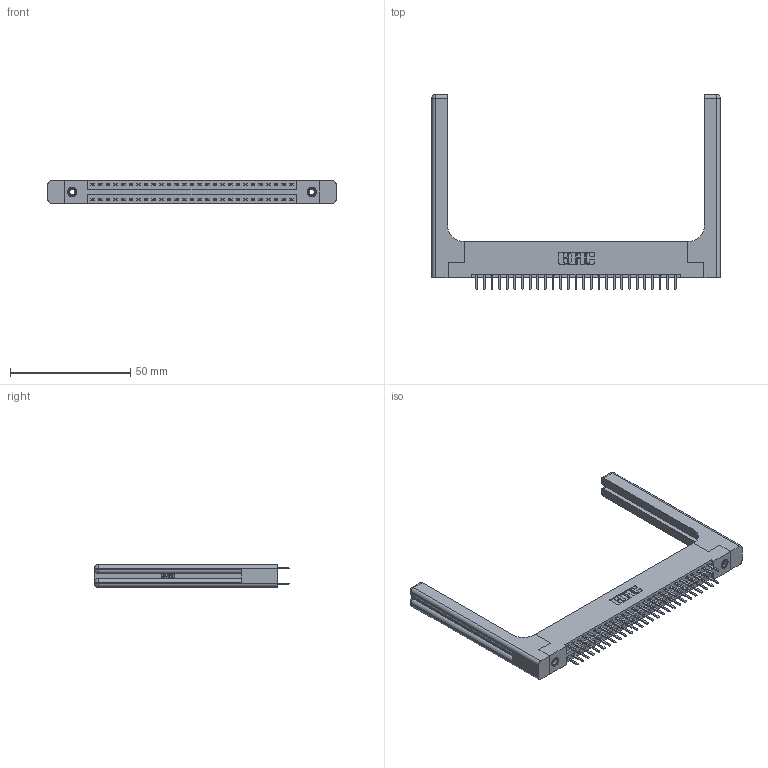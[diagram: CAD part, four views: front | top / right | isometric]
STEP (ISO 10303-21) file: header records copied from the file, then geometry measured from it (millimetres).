
FILE_DESCRIPTION (( 'STEP AP203' ), '1' );
FILE_NAME ('346-054-520-258.STEP', '2022-05-21T02:42:59', ( '' ), ( '' ), 'SwSTEP 2.0', 'SolidWorks 2020', '' );
FILE_SCHEMA (( 'CONFIG_CONTROL_DESIGN' ));
Length unit declared in the file: inch
Products named in the file (5): 345-250-001_345-250-001-102; 346-054-520-258; 346-220-058_345-220-058; 345-292-001_345-293-120; 346 Part_Flush Mounting Lugs - 0.156 Dia-TH
Assembly tree (59 placements, depth 2):
  346-054-520-258
    346 Part_Flush Mounting Lugs - 0.156 Dia-TH
    345-292-001_345-293-120  x54
    345-250-001_345-250-001-102  x2
    346-220-058_345-220-058  x2
Bounding box: 119.79 x 80.98 x 9.4 mm (x, y, z)
Volume: 19016.6 mm3; surface area: 20554.1 mm2
Topology: 59 solids, 59 shells, 3416 faces, 9833 edges, 6390 vertices
Faces by surface type: plane 2236, cylinder 1120, bspline 36, cone 12, sphere 8, torus 4
Entity records: 25352 total; most frequent: CARTESIAN_POINT 5223, ORIENTED_EDGE 3940, DIRECTION 3574, EDGE_CURVE 1970, LINE 1634, VECTOR 1634, VERTEX_POINT 1302, AXIS2_PLACEMENT_3D 970
